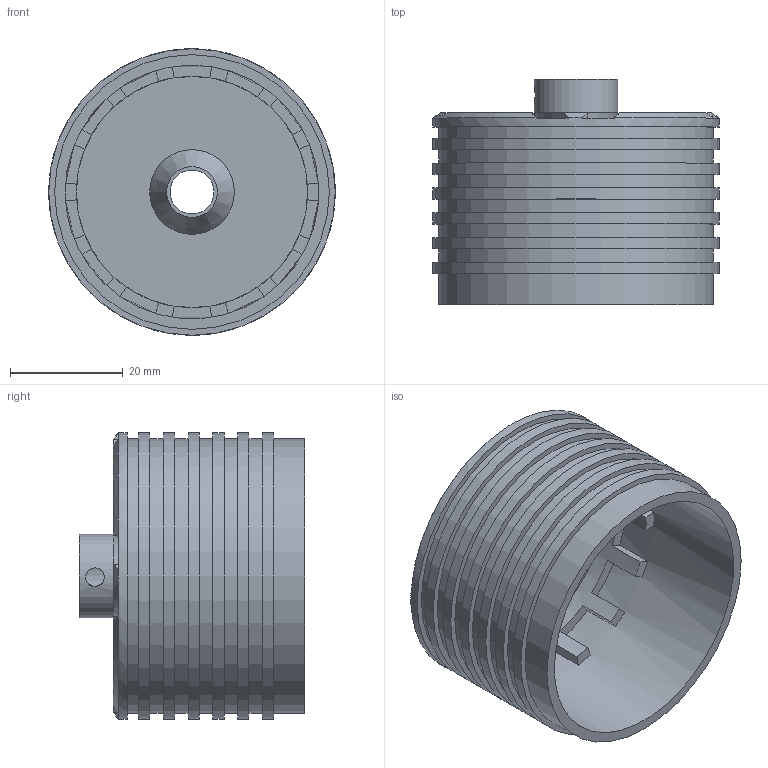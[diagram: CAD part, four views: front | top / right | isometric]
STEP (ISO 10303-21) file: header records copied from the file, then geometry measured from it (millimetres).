
FILE_DESCRIPTION(/* description */ (''),/* implementation_level */ '2;1');
FILE_NAME(/* name */ 'cf8a0801-db9b-4d28-bb5c-3eab0955b58f.stp',/* time_stamp */ '2018-11-25T19:03:49+00:00',/* author */ ('emisnug'),/* organization */ (''),/* preprocessor_version */ 'ST-DEVELOPER v17.2',/* originating_system */ 'Autodesk Translation Framework v7.6.0.251',/* authorisation */ '');
FILE_SCHEMA (('AUTOMOTIVE_DESIGN { 1 0 10303 214 3 1 1 }'));
Length unit declared in the file: millimetre
Products named in the file (1): Can
Bounding box: 50.8 x 40 x 50.8 mm (x, y, z)
Volume: 19223.2 mm3; surface area: 16819.4 mm2
Topology: 1 solids, 1 shells, 159 faces, 420 edges, 281 vertices
Faces by surface type: plane 100, cylinder 42, cone 9, bspline 8
Full cylindrical faces by diameter (mm): 3.332 x1, 7.8 x1, 10 x1, 14.8 x1, 15 x1, 15.5 x1, 41 x1, 45 x1, 48.7 x7, 50.8 x7
Entity records: 5691 total; most frequent: CARTESIAN_POINT 1630, ORIENTED_EDGE 840, DIRECTION 821, EDGE_CURVE 420, AXIS2_PLACEMENT_3D 317, VERTEX_POINT 281, LINE 187, VECTOR 187
